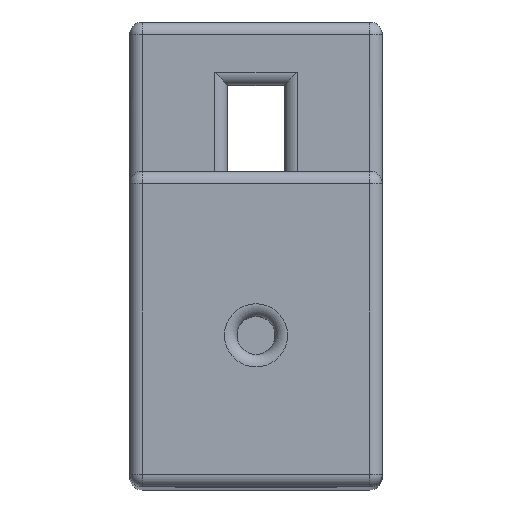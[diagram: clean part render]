
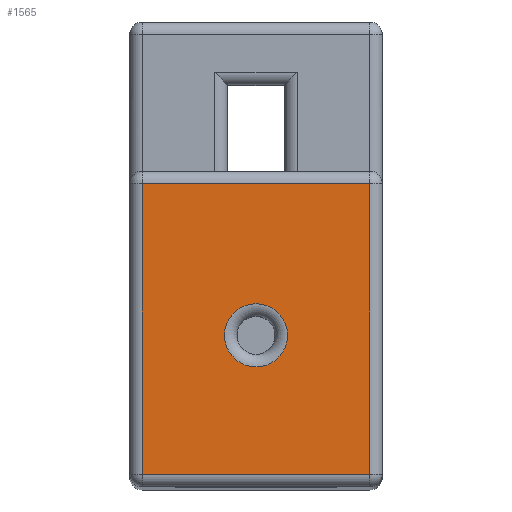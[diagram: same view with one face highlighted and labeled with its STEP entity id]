
A CAD part, top view. The second image highlights one B-rep face of the part: STEP entity #1565.
In plain terms, the highlighted planar face has unit normal (0, 0, 1).
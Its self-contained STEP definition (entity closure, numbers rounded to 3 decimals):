
#42=FACE_BOUND('',#276,.T.);
#57=CIRCLE('',#1707,2.5);
#124=PLANE('',#1713);
#163=FACE_OUTER_BOUND('',#275,.T.);
#275=EDGE_LOOP('',(#1122,#1123,#1124,#1125));
#276=EDGE_LOOP('',(#1126));
#444=LINE('',#2562,#575);
#445=LINE('',#2564,#576);
#446=LINE('',#2566,#577);
#447=LINE('',#2567,#578);
#575=VECTOR('',#2007,10.);
#576=VECTOR('',#2008,10.);
#577=VECTOR('',#2009,10.);
#578=VECTOR('',#2010,10.);
#706=VERTEX_POINT('',#2548);
#710=VERTEX_POINT('',#2560);
#711=VERTEX_POINT('',#2561);
#712=VERTEX_POINT('',#2563);
#713=VERTEX_POINT('',#2565);
#848=EDGE_CURVE('',#706,#706,#57,.T.);
#854=EDGE_CURVE('',#710,#711,#444,.T.);
#855=EDGE_CURVE('',#712,#710,#445,.T.);
#856=EDGE_CURVE('',#713,#712,#446,.T.);
#857=EDGE_CURVE('',#711,#713,#447,.T.);
#1122=ORIENTED_EDGE('',*,*,#854,.F.);
#1123=ORIENTED_EDGE('',*,*,#855,.F.);
#1124=ORIENTED_EDGE('',*,*,#856,.F.);
#1125=ORIENTED_EDGE('',*,*,#857,.F.);
#1126=ORIENTED_EDGE('',*,*,#848,.F.);
#1565=ADVANCED_FACE('',(#163,#42),#124,.T.);
#1707=AXIS2_PLACEMENT_3D('',#2549,#1992,#1993);
#1713=AXIS2_PLACEMENT_3D('',#2559,#2005,#2006);
#1992=DIRECTION('center_axis',(0.,0.,1.));
#1993=DIRECTION('ref_axis',(-1.,0.,0.));
#2005=DIRECTION('center_axis',(0.,0.,1.));
#2006=DIRECTION('ref_axis',(1.,0.,0.));
#2007=DIRECTION('',(1.,0.,0.));
#2008=DIRECTION('',(0.,1.,0.));
#2009=DIRECTION('',(-1.,0.,0.));
#2010=DIRECTION('',(0.,-1.,0.));
#2548=CARTESIAN_POINT('',(12.5,-3.,139.6));
#2549=CARTESIAN_POINT('Origin',(10.,-3.,139.6));
#2559=CARTESIAN_POINT('Origin',(10.,-2.5,139.6));
#2560=CARTESIAN_POINT('',(1.,9.,139.6));
#2561=CARTESIAN_POINT('',(19.,9.,139.6));
#2562=CARTESIAN_POINT('',(15.,9.,139.6));
#2563=CARTESIAN_POINT('',(1.,-14.,139.6));
#2564=CARTESIAN_POINT('',(1.,-1.25,139.6));
#2565=CARTESIAN_POINT('',(19.,-14.,139.6));
#2566=CARTESIAN_POINT('',(5.,-14.,139.6));
#2567=CARTESIAN_POINT('',(19.,-8.75,139.6));
